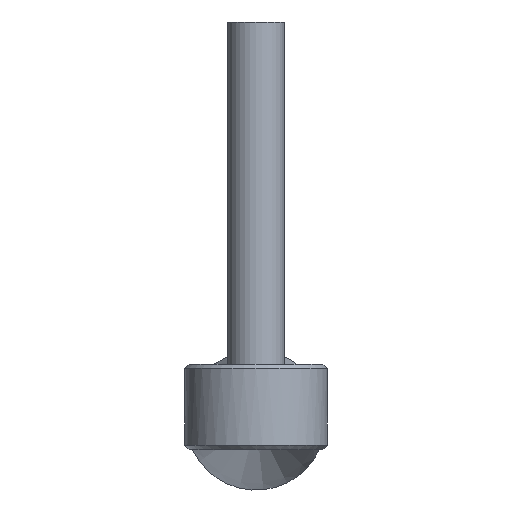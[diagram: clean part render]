
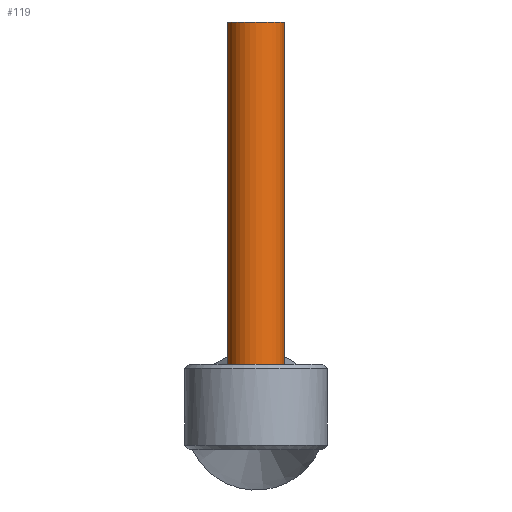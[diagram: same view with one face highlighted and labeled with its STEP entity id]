
A CAD part, left-side view. The second image highlights one B-rep face of the part: STEP entity #119.
In plain terms, the highlighted cylindrical face has radius 2 mm (diameter 4 mm), a full revolution.
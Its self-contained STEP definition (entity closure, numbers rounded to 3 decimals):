
#119 = ADVANCED_FACE( '', ( #269, #270 ), #271, .T. );
#269 = FACE_OUTER_BOUND( '', #453, .T. );
#270 = FACE_OUTER_BOUND( '', #454, .T. );
#271 = CYLINDRICAL_SURFACE( '', #455, 2. );
#453 = EDGE_LOOP( '', ( #728 ) );
#454 = EDGE_LOOP( '', ( #729 ) );
#455 = AXIS2_PLACEMENT_3D( '', #730, #731, #732 );
#728 = ORIENTED_EDGE( '', *, *, #949, .T. );
#729 = ORIENTED_EDGE( '', *, *, #934, .F. );
#730 = CARTESIAN_POINT( '', ( 0., 0., 205.957 ) );
#731 = DIRECTION( '', ( 0., 0., 1. ) );
#732 = DIRECTION( '', ( -1., 0., 0. ) );
#934 = EDGE_CURVE( '', #1082, #1082, #1083, .T. );
#949 = EDGE_CURVE( '', #1108, #1108, #1109, .T. );
#1082 = VERTEX_POINT( '', #1285 );
#1083 = CIRCLE( '', #1286, 2. );
#1108 = VERTEX_POINT( '', #1317 );
#1109 = CIRCLE( '', #1318, 2. );
#1285 = CARTESIAN_POINT( '', ( 2., 0., 30. ) );
#1286 = AXIS2_PLACEMENT_3D( '', #1612, #1613, #1614 );
#1317 = CARTESIAN_POINT( '', ( 2., 0., 6. ) );
#1318 = AXIS2_PLACEMENT_3D( '', #1636, #1637, #1638 );
#1612 = CARTESIAN_POINT( '', ( 0., 0., 30. ) );
#1613 = DIRECTION( '', ( 0., 0., 1. ) );
#1614 = DIRECTION( '', ( 1., 0., 0. ) );
#1636 = CARTESIAN_POINT( '', ( 0., 0., 6. ) );
#1637 = DIRECTION( '', ( 0., 0., 1. ) );
#1638 = DIRECTION( '', ( 1., 0., 0. ) );
